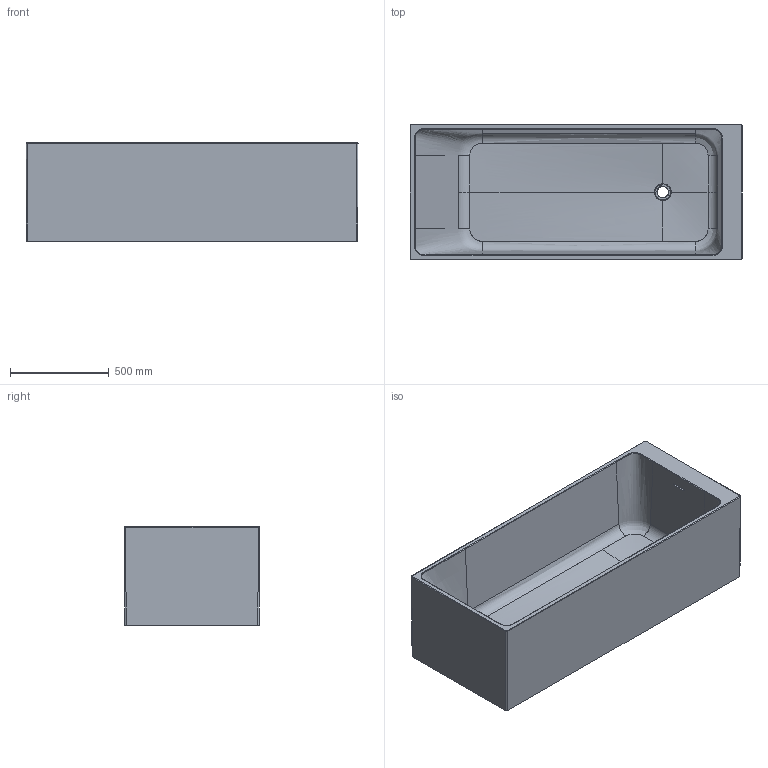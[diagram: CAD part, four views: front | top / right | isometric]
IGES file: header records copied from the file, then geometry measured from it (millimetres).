
Global section: file name: 40_0769_17_07_10_NIZZA 170x70.igs; native system: NX V8.5; preprocessor: SIEMENS PLM Software NX 8.5; date: 20201229.093204; units: millimetre
Bounding box: 1679.82 x 685.82 x 497 mm (x, y, z)
Surface area: 7398523.7 mm2 (no closed solid volume)
Topology: 0 solids, 0 shells, 245 faces, 1822 edges, 1807 vertices
Faces by surface type: bspline 231, offset 14
